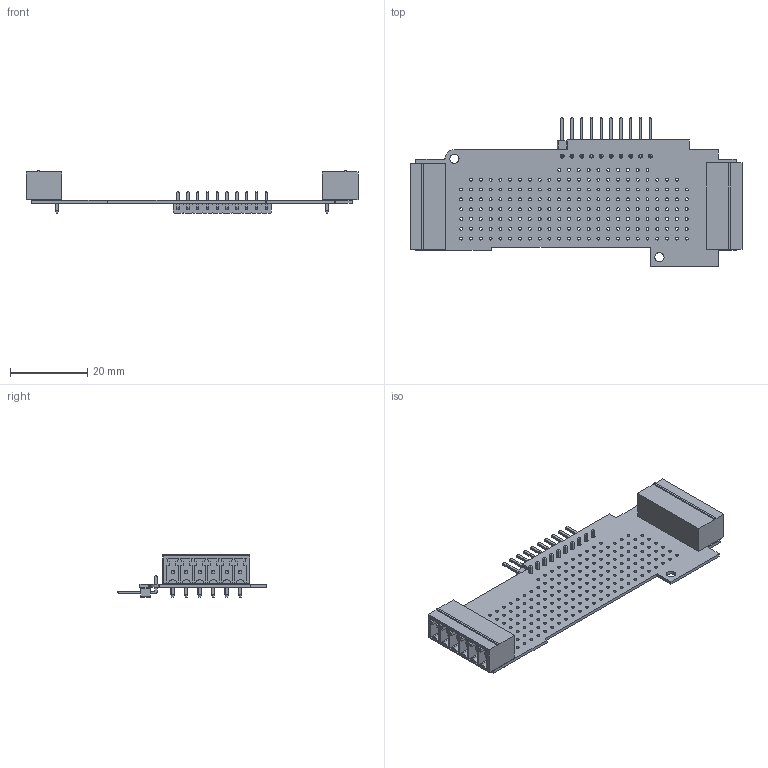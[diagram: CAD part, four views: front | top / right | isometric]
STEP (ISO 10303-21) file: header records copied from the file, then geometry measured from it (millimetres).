
FILE_DESCRIPTION(('KiCad electronic assembly'),'2;1');
FILE_NAME('REG1-App-Universal_V01.10.step','2024-12-03T12:31:26',( 'Pcbnew'),('Kicad'),'Open CASCADE STEP processor 7.8', 'KiCad to STEP converter','Unknown');
FILE_SCHEMA(('AUTOMOTIVE_DESIGN { 1 0 10303 214 1 1 1 1 }'));
Length unit declared in the file: millimetre
Products named in the file (6): REG1-App-Universal_V01.10 1; PhoenixContact_MC_1,5_6-G-3.5_1x06_P3.50mm_Horizontal; MC_01x06_G_3_5mm; PinHeader_1x10_P2.54mm_Horizontal; PinHeader_1x10_P254mm_Horizontal; REG1-App-Universal_PCB
Assembly tree (6 placements, depth 3):
  REG1-App-Universal_V01.10 1
    PhoenixContact_MC_1,5_6-G-3.5_1x06_P3.50mm_Horizontal  x2
      MC_01x06_G_3_5mm
    PinHeader_1x10_P2.54mm_Horizontal
      PinHeader_1x10_P254mm_Horizontal
    REG1-App-Universal_PCB
Bounding box: 86 x 38.64 x 10.99 mm (x, y, z)
Volume: 3754.9 mm3; surface area: 9216.2 mm2
Topology: 4 solids, 4 shells, 918 faces, 2386 edges, 1532 vertices
Faces by surface type: plane 688, cylinder 230
Full cylindrical faces by diameter (mm): 0.762 x176, 1 x10, 1.2 x12, 2.4 x2
Entity records: 26011 total; most frequent: CARTESIAN_POINT 3791, DIRECTION 3752, ORIENTED_EDGE 3740, EDGE_CURVE 1870, LINE 1422, VECTOR 1422, VERTEX_POINT 1204, AXIS2_PLACEMENT_3D 1165
